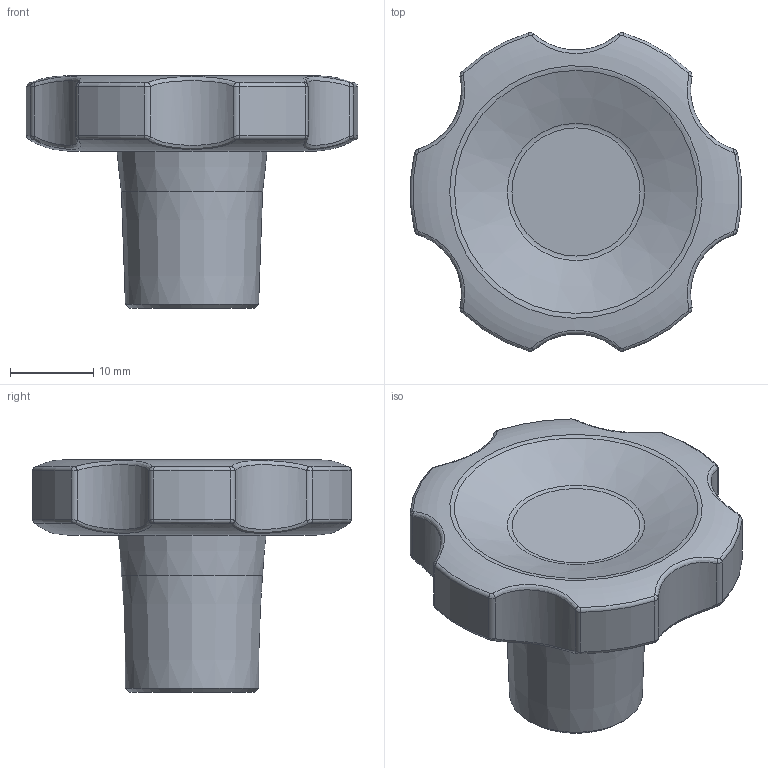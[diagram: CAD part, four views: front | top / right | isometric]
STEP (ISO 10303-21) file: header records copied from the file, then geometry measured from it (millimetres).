
FILE_DESCRIPTION( ( 'Unknown' ), '1' );
FILE_NAME( '6370505_LBX40_M06.stp', 'Unknown', ( 'Unknown' ), ( 'Unknown' ), 'PSStep 14.0', 'Unknown', ' ' );
FILE_SCHEMA( ( 'AUTOMOTIVE_DESIGN { 1 0 10303 214 1 1 1 1 }' ) );
Length unit declared in the file: millimetre
Products named in the file (1): 6370505
Bounding box: 39.88 x 38.38 x 28 mm (x, y, z)
Volume: 10799.8 mm3; surface area: 5064.6 mm2
Topology: 1 solids, 1 shells, 92 faces, 212 edges, 123 vertices
Faces by surface type: bspline 36, cylinder 27, torus 18, cone 8, plane 3
Full cylindrical faces by diameter (mm): 4.917 x2, 8 x1
Entity records: 9488 total; most frequent: CARTESIAN_POINT 7014, ORIENTED_EDGE 372, DIRECTION 318, EDGE_CURVE 186, AXIS2_PLACEMENT_3D 147, VERTEX_POINT 115, EDGE_LOOP 110, FACE_OUTER_BOUND 101
